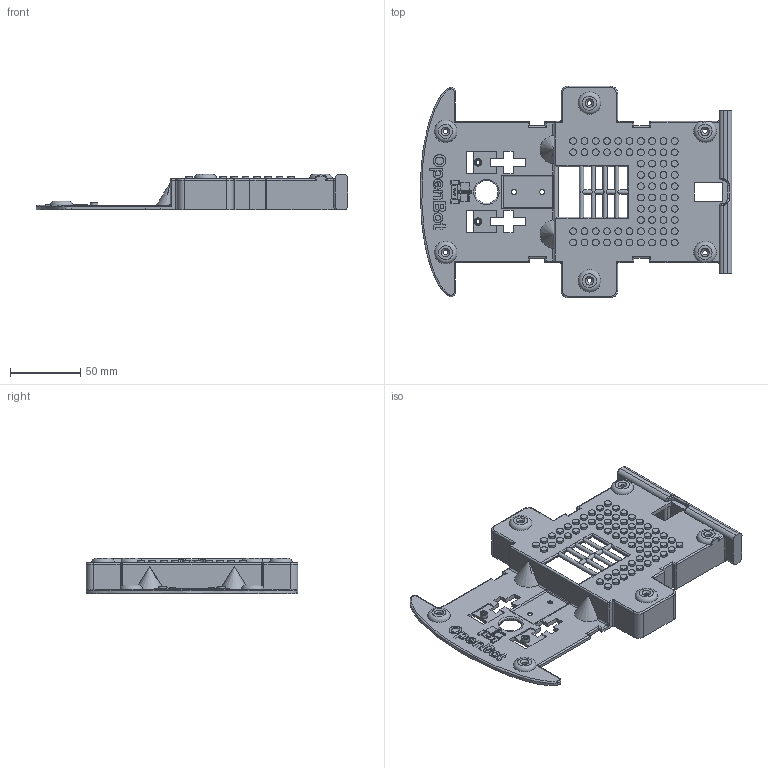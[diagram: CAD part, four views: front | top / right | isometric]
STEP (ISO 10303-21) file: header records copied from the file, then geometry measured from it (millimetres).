
FILE_DESCRIPTION(/* description */ (''),/* implementation_level */ '2;1');
FILE_NAME(/* name */ 'block_body_top_big_lego.step',/* time_stamp */ '2023-04-05T17:51:17+02:00',/* author */ (''),/* organization */ (''),/* preprocessor_version */ 'ST-DEVELOPER v19.2',/* originating_system */ 'Autodesk Translation Framework v12.4.0.73',/* authorisation */ '');
FILE_SCHEMA (('AUTOMOTIVE_DESIGN { 1 0 10303 214 3 1 1 }'));
Length unit declared in the file: millimetre
Products named in the file (1): OpenBot DIY Short Top XL Lego
Bounding box: 221 x 150 x 25 mm (x, y, z)
Volume: 157474.5 mm3; surface area: 74343.3 mm2
Topology: 1 solids, 4 shells, 867 faces, 2220 edges, 1441 vertices
Faces by surface type: plane 362, bspline 251, cylinder 199, torus 39, cone 12, sphere 4
Full cylindrical faces by diameter (mm): 2.8 x2, 3 x4, 3.4 x8, 3.5 x2, 4.8 x64, 5.4 x2, 12.2 x8, 16 x3
Entity records: 28684 total; most frequent: CARTESIAN_POINT 9713, ORIENTED_EDGE 4424, DIRECTION 3342, EDGE_CURVE 2212, VERTEX_POINT 1441, LINE 1178, VECTOR 1178, AXIS2_PLACEMENT_3D 1082
